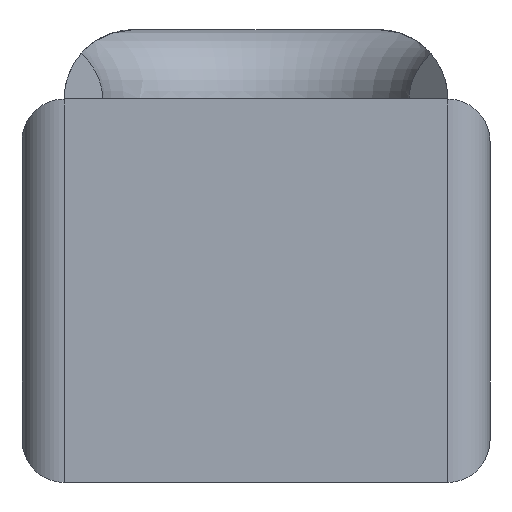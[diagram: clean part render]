
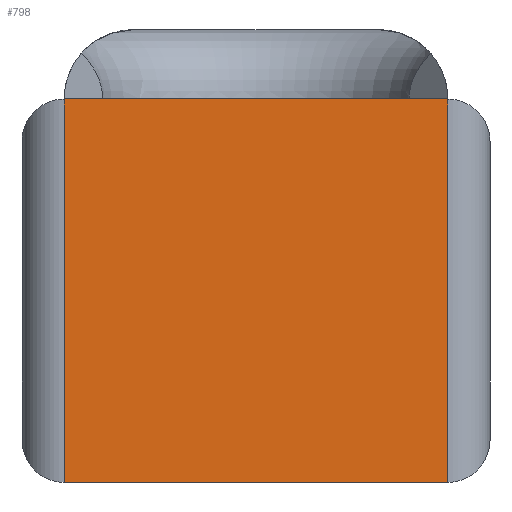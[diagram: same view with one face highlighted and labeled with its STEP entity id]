
A CAD part, left-side view. The second image highlights one B-rep face of the part: STEP entity #798.
In plain terms, the highlighted planar face has unit normal (-1, 0, 0).
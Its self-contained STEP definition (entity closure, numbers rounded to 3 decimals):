
#119=FACE_OUTER_BOUND('',#173,.T.);
#173=EDGE_LOOP('',(#537,#538,#539,#540));
#227=LINE('',#1193,#281);
#231=LINE('',#1206,#285);
#235=LINE('',#1216,#289);
#236=LINE('',#1226,#290);
#281=VECTOR('',#955,12.7);
#285=VECTOR('',#965,12.7);
#289=VECTOR('',#977,12.7);
#290=VECTOR('',#988,12.7);
#335=VERTEX_POINT('',#1190);
#336=VERTEX_POINT('',#1192);
#341=VERTEX_POINT('',#1203);
#342=VERTEX_POINT('',#1205);
#407=EDGE_CURVE('',#335,#336,#227,.T.);
#413=EDGE_CURVE('',#342,#341,#231,.T.);
#419=EDGE_CURVE('',#335,#342,#235,.T.);
#424=EDGE_CURVE('',#336,#341,#236,.T.);
#537=ORIENTED_EDGE('',*,*,#413,.T.);
#538=ORIENTED_EDGE('',*,*,#424,.F.);
#539=ORIENTED_EDGE('',*,*,#407,.F.);
#540=ORIENTED_EDGE('',*,*,#419,.T.);
#733=PLANE('',#871);
#798=ADVANCED_FACE('',(#119),#733,.F.);
#871=AXIS2_PLACEMENT_3D('',#1225,#986,#987);
#955=DIRECTION('',(0.,-1.,0.));
#965=DIRECTION('',(0.,-1.,0.));
#977=DIRECTION('',(0.,0.,-1.));
#986=DIRECTION('center_axis',(1.,0.,0.));
#987=DIRECTION('ref_axis',(0.,0.,-1.));
#988=DIRECTION('',(0.,0.,-1.));
#1190=CARTESIAN_POINT('',(-37.5,6.35,6.35));
#1192=CARTESIAN_POINT('',(-37.5,-6.35,6.35));
#1193=CARTESIAN_POINT('',(-37.5,6.35,6.35));
#1203=CARTESIAN_POINT('',(-37.5,-6.35,-6.35));
#1205=CARTESIAN_POINT('',(-37.5,6.35,-6.35));
#1206=CARTESIAN_POINT('',(-37.5,6.35,-6.35));
#1216=CARTESIAN_POINT('',(-37.5,6.35,6.35));
#1225=CARTESIAN_POINT('Origin',(-37.5,6.35,6.35));
#1226=CARTESIAN_POINT('',(-37.5,-6.35,6.35));
